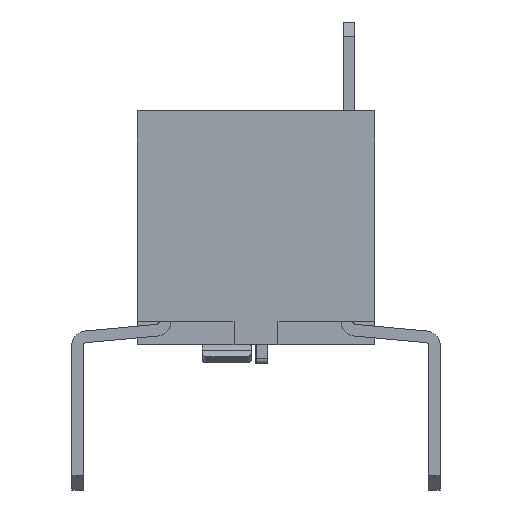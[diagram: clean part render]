
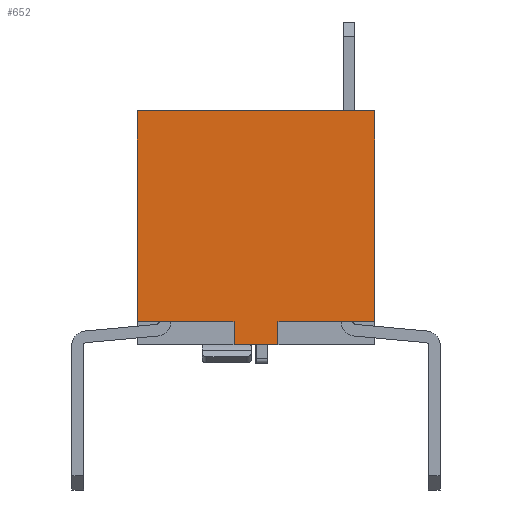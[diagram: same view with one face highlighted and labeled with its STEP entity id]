
A CAD part, left-side view. The second image highlights one B-rep face of the part: STEP entity #652.
In plain terms, the highlighted planar face has unit normal (-1, 0, 0).
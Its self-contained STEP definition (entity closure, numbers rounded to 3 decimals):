
#652 = ADVANCED_FACE( '', ( #1549 ), #1550, .F. );
#1549 = FACE_OUTER_BOUND( '', #2721, .T. );
#1550 = PLANE( '', #2722 );
#2721 = EDGE_LOOP( '', ( #4763, #4764, #4765, #4766, #4767, #4768, #4769, #4770 ) );
#2722 = AXIS2_PLACEMENT_3D( '', #4771, #4772, #4773 );
#4763 = ORIENTED_EDGE( '', *, *, #7077, .F. );
#4764 = ORIENTED_EDGE( '', *, *, #7616, .T. );
#4765 = ORIENTED_EDGE( '', *, *, #7583, .T. );
#4766 = ORIENTED_EDGE( '', *, *, #7262, .F. );
#4767 = ORIENTED_EDGE( '', *, *, #7617, .F. );
#4768 = ORIENTED_EDGE( '', *, *, #7315, .F. );
#4769 = ORIENTED_EDGE( '', *, *, #7397, .T. );
#4770 = ORIENTED_EDGE( '', *, *, #7151, .T. );
#4771 = CARTESIAN_POINT( '', ( -13., 0., 0. ) );
#4772 = DIRECTION( '', ( 1., 0., 0. ) );
#4773 = DIRECTION( '', ( 0., 0., -1. ) );
#7077 = EDGE_CURVE( '', #8559, #8561, #8562, .T. );
#7151 = EDGE_CURVE( '', #8697, #8561, #8698, .T. );
#7262 = EDGE_CURVE( '', #8880, #8881, #8882, .T. );
#7315 = EDGE_CURVE( '', #8963, #8965, #8966, .T. );
#7397 = EDGE_CURVE( '', #8963, #8697, #9090, .T. );
#7583 = EDGE_CURVE( '', #9378, #8881, #9379, .T. );
#7616 = EDGE_CURVE( '', #8559, #9378, #9429, .T. );
#7617 = EDGE_CURVE( '', #8965, #8880, #9430, .T. );
#8559 = VERTEX_POINT( '', #10649 );
#8561 = VERTEX_POINT( '', #10652 );
#8562 = LINE( '', #10653, #10654 );
#8697 = VERTEX_POINT( '', #10855 );
#8698 = LINE( '', #10856, #10857 );
#8880 = VERTEX_POINT( '', #11120 );
#8881 = VERTEX_POINT( '', #11121 );
#8882 = LINE( '', #11122, #11123 );
#8963 = VERTEX_POINT( '', #11254 );
#8965 = VERTEX_POINT( '', #11257 );
#8966 = LINE( '', #11258, #11259 );
#9090 = LINE( '', #11444, #11445 );
#9378 = VERTEX_POINT( '', #11871 );
#9379 = LINE( '', #11872, #11873 );
#9429 = LINE( '', #11945, #11946 );
#9430 = LINE( '', #11947, #11948 );
#10649 = CARTESIAN_POINT( '', ( -13., -0.47, -2.5 ) );
#10652 = CARTESIAN_POINT( '', ( -13., 0.47, -2.5 ) );
#10653 = CARTESIAN_POINT( '', ( -13., -2.54, -2.5 ) );
#10654 = VECTOR( '', #13226, 1000. );
#10855 = CARTESIAN_POINT( '', ( -13., 0.47, -2. ) );
#10856 = CARTESIAN_POINT( '', ( -13., 0.47, 0. ) );
#10857 = VECTOR( '', #13293, 1000. );
#11120 = CARTESIAN_POINT( '', ( -13., -2.54, 2.5 ) );
#11121 = CARTESIAN_POINT( '', ( -13., -2.54, -2. ) );
#11122 = CARTESIAN_POINT( '', ( -13., -2.54, 2.5 ) );
#11123 = VECTOR( '', #13393, 1000. );
#11254 = CARTESIAN_POINT( '', ( -13., 2.54, -2. ) );
#11257 = CARTESIAN_POINT( '', ( -13., 2.54, 2.5 ) );
#11258 = CARTESIAN_POINT( '', ( -13., 2.54, -2.5 ) );
#11259 = VECTOR( '', #13445, 1000. );
#11444 = CARTESIAN_POINT( '', ( -13., 0., -2. ) );
#11445 = VECTOR( '', #13513, 1000. );
#11871 = CARTESIAN_POINT( '', ( -13., -0.47, -2. ) );
#11872 = CARTESIAN_POINT( '', ( -13., 0., -2. ) );
#11873 = VECTOR( '', #13667, 1000. );
#11945 = CARTESIAN_POINT( '', ( -13., -0.47, 0. ) );
#11946 = VECTOR( '', #13696, 1000. );
#11947 = CARTESIAN_POINT( '', ( -13., 2.54, 2.5 ) );
#11948 = VECTOR( '', #13697, 1000. );
#13226 = DIRECTION( '', ( 0., 1., 0. ) );
#13293 = DIRECTION( '', ( 0., 0., -1. ) );
#13393 = DIRECTION( '', ( 0., 0., -1. ) );
#13445 = DIRECTION( '', ( 0., 0., 1. ) );
#13513 = DIRECTION( '', ( 0., -1., 0. ) );
#13667 = DIRECTION( '', ( 0., -1., 0. ) );
#13696 = DIRECTION( '', ( 0., 0., 1. ) );
#13697 = DIRECTION( '', ( 0., -1., 0. ) );
